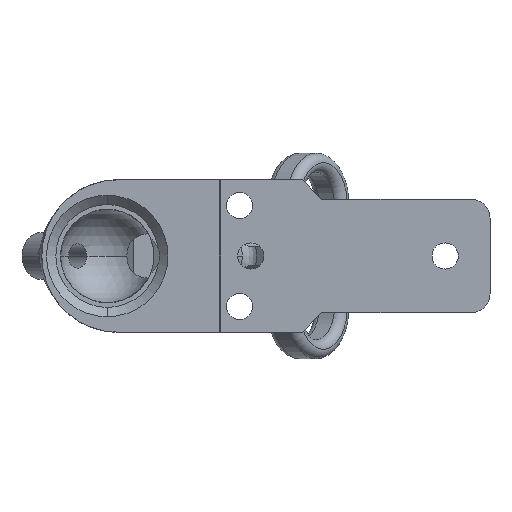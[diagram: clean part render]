
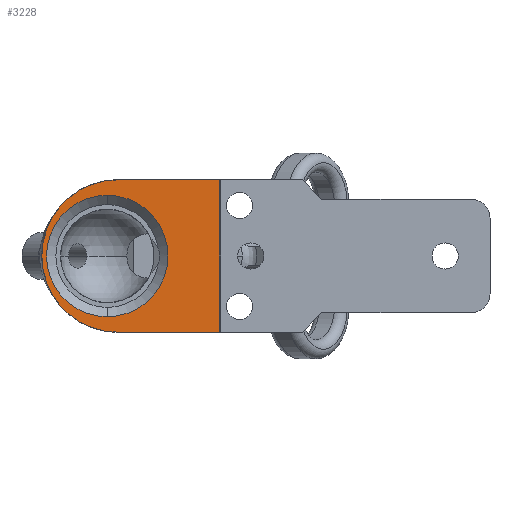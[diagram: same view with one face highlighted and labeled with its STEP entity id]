
A CAD part, front view. The second image highlights one B-rep face of the part: STEP entity #3228.
In plain terms, the highlighted planar face has unit normal (0, -1, 0).
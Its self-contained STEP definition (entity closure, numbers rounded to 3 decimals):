
#20 = EDGE_CURVE ( 'NONE', #1960, #1159, #3684, .T. ) ;
#33 = ORIENTED_EDGE ( 'NONE', *, *, #1667, .F. ) ;
#78 = VECTOR ( 'NONE', #4366, 1000. ) ;
#127 = AXIS2_PLACEMENT_3D ( 'NONE', #2489, #844, #4210 ) ;
#130 = CARTESIAN_POINT ( 'NONE',  ( -76.8, 1., 0. ) ) ;
#150 = DIRECTION ( 'NONE',  ( 0., -1., 0. ) ) ;
#174 = VECTOR ( 'NONE', #3418, 1000. ) ;
#191 = DIRECTION ( 'NONE',  ( 0., -1., 0. ) ) ;
#336 = EDGE_CURVE ( 'NONE', #1088, #3085, #643, .T. ) ;
#629 = AXIS2_PLACEMENT_3D ( 'NONE', #130, #1204, #845 ) ;
#643 = LINE ( 'NONE', #4389, #931 ) ;
#704 = CARTESIAN_POINT ( 'NONE',  ( -17., 1., 40.8 ) ) ;
#707 = CARTESIAN_POINT ( 'NONE',  ( -17., 1., -40.8 ) ) ;
#731 = EDGE_CURVE ( 'NONE', #4128, #2705, #3706, .T. ) ;
#844 = DIRECTION ( 'NONE',  ( 0., 1., 0. ) ) ;
#845 = DIRECTION ( 'NONE',  ( -1., 0., 0. ) ) ;
#931 = VECTOR ( 'NONE', #4307, 1000. ) ;
#1086 = FACE_BOUND ( 'NONE', #2295, .T. ) ;
#1087 = ORIENTED_EDGE ( 'NONE', *, *, #20, .F. ) ;
#1088 = VERTEX_POINT ( 'NONE', #4044 ) ;
#1159 = VERTEX_POINT ( 'NONE', #1392 ) ;
#1204 = DIRECTION ( 'NONE',  ( 0., -1., 0. ) ) ;
#1296 = CIRCLE ( 'NONE', #1519, 32.5 ) ;
#1314 = ORIENTED_EDGE ( 'NONE', *, *, #3201, .T. ) ;
#1392 = CARTESIAN_POINT ( 'NONE',  ( -76.8, 1., -32.5 ) ) ;
#1490 = CARTESIAN_POINT ( 'NONE',  ( -76.8, 1., 32.5 ) ) ;
#1499 = EDGE_LOOP ( 'NONE', ( #3809, #2249, #2898, #1314 ) ) ;
#1519 = AXIS2_PLACEMENT_3D ( 'NONE', #2591, #191, #1924 ) ;
#1667 = EDGE_CURVE ( 'NONE', #1159, #1960, #1296, .T. ) ;
#1738 = EDGE_CURVE ( 'NONE', #2705, #1088, #2779, .T. ) ;
#1924 = DIRECTION ( 'NONE',  ( -1., 0., 0. ) ) ;
#1960 = VERTEX_POINT ( 'NONE', #1490 ) ;
#2219 = DIRECTION ( 'NONE',  ( -1., 0., 0. ) ) ;
#2249 = ORIENTED_EDGE ( 'NONE', *, *, #1738, .T. ) ;
#2295 = EDGE_LOOP ( 'NONE', ( #33, #1087 ) ) ;
#2416 = CARTESIAN_POINT ( 'NONE',  ( -17., 1., 40.8 ) ) ;
#2489 = CARTESIAN_POINT ( 'NONE',  ( -17., 1., -40.801 ) ) ;
#2591 = CARTESIAN_POINT ( 'NONE',  ( -76.8, 1., 0. ) ) ;
#2705 = VERTEX_POINT ( 'NONE', #4401 ) ;
#2779 = LINE ( 'NONE', #707, #174 ) ;
#2788 = AXIS2_PLACEMENT_3D ( 'NONE', #3524, #150, #2219 ) ;
#2820 = CARTESIAN_POINT ( 'NONE',  ( -71., 1., 40.8 ) ) ;
#2898 = ORIENTED_EDGE ( 'NONE', *, *, #336, .T. ) ;
#3083 = LINE ( 'NONE', #2416, #78 ) ;
#3085 = VERTEX_POINT ( 'NONE', #704 ) ;
#3201 = EDGE_CURVE ( 'NONE', #3085, #4128, #3083, .T. ) ;
#3228 = ADVANCED_FACE ( 'NONE', ( #1086, #4165 ), #3898, .F. ) ;
#3418 = DIRECTION ( 'NONE',  ( 1., 0., 0. ) ) ;
#3524 = CARTESIAN_POINT ( 'NONE',  ( -71., 1., 0. ) ) ;
#3684 = CIRCLE ( 'NONE', #629, 32.5 ) ;
#3706 = CIRCLE ( 'NONE', #2788, 40.8 ) ;
#3809 = ORIENTED_EDGE ( 'NONE', *, *, #731, .T. ) ;
#3898 = PLANE ( 'NONE',  #127 ) ;
#4044 = CARTESIAN_POINT ( 'NONE',  ( -17., 1., -40.8 ) ) ;
#4128 = VERTEX_POINT ( 'NONE', #2820 ) ;
#4165 = FACE_OUTER_BOUND ( 'NONE', #1499, .T. ) ;
#4210 = DIRECTION ( 'NONE',  ( -1., 0., 0. ) ) ;
#4307 = DIRECTION ( 'NONE',  ( 0., 0., 1. ) ) ;
#4366 = DIRECTION ( 'NONE',  ( -1., 0., 0. ) ) ;
#4389 = CARTESIAN_POINT ( 'NONE',  ( -17., 1., -40.801 ) ) ;
#4401 = CARTESIAN_POINT ( 'NONE',  ( -71., 1., -40.8 ) ) ;
